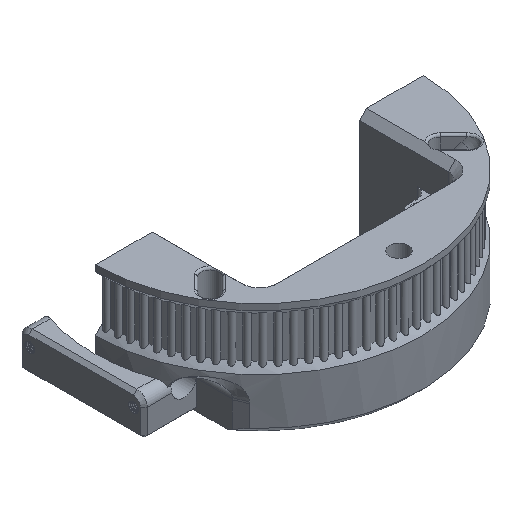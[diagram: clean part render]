
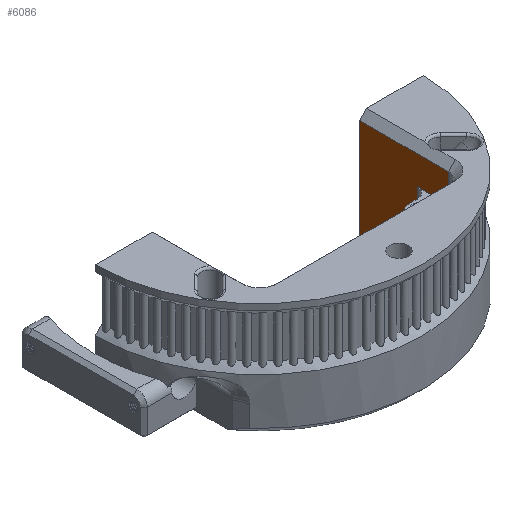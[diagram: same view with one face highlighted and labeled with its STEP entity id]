
A CAD part, isometric view. The second image highlights one B-rep face of the part: STEP entity #6086.
In plain terms, the highlighted planar face has unit normal (-1, 0, 0).
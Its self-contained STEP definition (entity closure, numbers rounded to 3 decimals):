
#95=PLANE('',#6539);
#744=FACE_OUTER_BOUND('',#1064,.T.);
#1064=EDGE_LOOP('',(#5049,#5050,#5051,#5052,#5053,#5054));
#1556=LINE('',#32931,#1933);
#1625=LINE('',#36538,#2002);
#1668=LINE('',#36838,#2045);
#1669=LINE('',#36842,#2046);
#1670=LINE('',#36844,#2047);
#1671=LINE('',#36845,#2048);
#1933=VECTOR('',#7239,10.);
#2002=VECTOR('',#7558,10.);
#2045=VECTOR('',#7665,10.);
#2046=VECTOR('',#7670,10.);
#2047=VECTOR('',#7671,10.);
#2048=VECTOR('',#7672,10.);
#2617=VERTEX_POINT('',#32928);
#2618=VERTEX_POINT('',#32930);
#2703=VERTEX_POINT('',#36536);
#2742=VERTEX_POINT('',#36837);
#2743=VERTEX_POINT('',#36841);
#2744=VERTEX_POINT('',#36843);
#3351=EDGE_CURVE('',#2617,#2618,#1556,.T.);
#3553=EDGE_CURVE('',#2703,#2617,#1625,.F.);
#3613=EDGE_CURVE('',#2618,#2742,#1668,.T.);
#3615=EDGE_CURVE('',#2743,#2703,#1669,.T.);
#3616=EDGE_CURVE('',#2744,#2743,#1670,.T.);
#3617=EDGE_CURVE('',#2742,#2744,#1671,.T.);
#5049=ORIENTED_EDGE('',*,*,#3351,.F.);
#5050=ORIENTED_EDGE('',*,*,#3553,.F.);
#5051=ORIENTED_EDGE('',*,*,#3615,.F.);
#5052=ORIENTED_EDGE('',*,*,#3616,.F.);
#5053=ORIENTED_EDGE('',*,*,#3617,.F.);
#5054=ORIENTED_EDGE('',*,*,#3613,.F.);
#6086=ADVANCED_FACE('',(#744),#95,.F.);
#6539=AXIS2_PLACEMENT_3D('',#36840,#7668,#7669);
#7239=DIRECTION('',(0.,-1.,0.));
#7558=DIRECTION('',(0.,0.,-1.));
#7665=DIRECTION('',(0.,0.,-1.));
#7668=DIRECTION('center_axis',(1.,0.,0.));
#7669=DIRECTION('ref_axis',(0.,1.,0.));
#7670=DIRECTION('',(0.,1.,0.));
#7671=DIRECTION('',(0.,0.,-1.));
#7672=DIRECTION('',(0.,1.,0.));
#32928=CARTESIAN_POINT('',(28.7,-0.2,31.));
#32930=CARTESIAN_POINT('',(28.7,-25.7,31.));
#32931=CARTESIAN_POINT('',(28.7,-8.375,31.));
#36536=CARTESIAN_POINT('',(28.7,-0.2,0.6));
#36538=CARTESIAN_POINT('',(28.7,-0.2,12.75));
#36837=CARTESIAN_POINT('',(28.7,-25.7,22.8));
#36838=CARTESIAN_POINT('',(28.7,-25.7,9.));
#36840=CARTESIAN_POINT('Origin',(28.7,-16.75,9.));
#36841=CARTESIAN_POINT('',(28.7,-16.75,0.6));
#36842=CARTESIAN_POINT('',(28.7,-8.375,0.6));
#36843=CARTESIAN_POINT('',(28.7,-16.75,22.8));
#36844=CARTESIAN_POINT('',(28.7,-16.75,9.));
#36845=CARTESIAN_POINT('',(28.7,-25.5,22.8));
